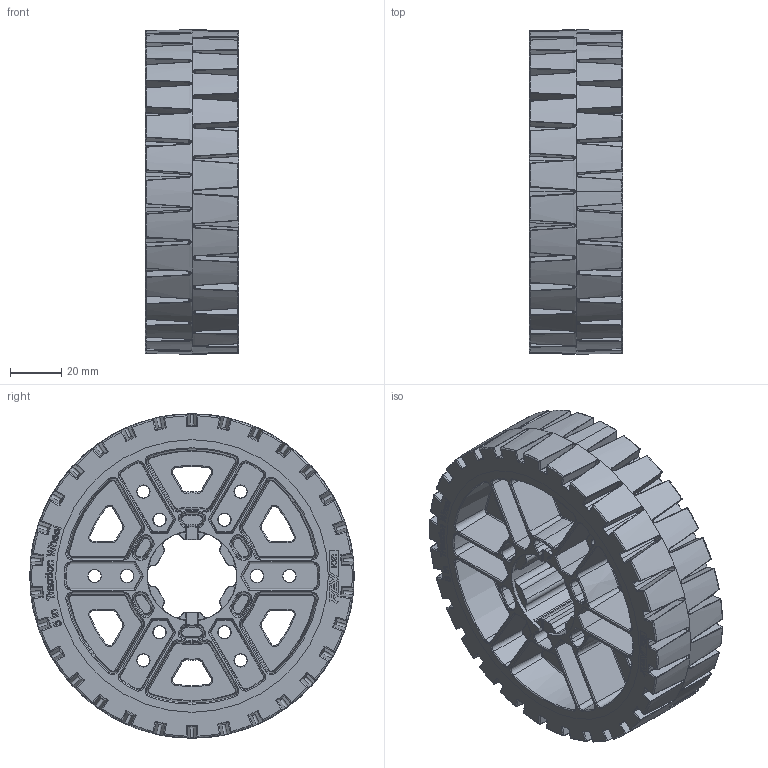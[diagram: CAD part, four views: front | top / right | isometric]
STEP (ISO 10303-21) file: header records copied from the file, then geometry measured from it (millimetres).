
FILE_DESCRIPTION (( 'STEP AP203' ), '1' );
FILE_NAME ('Traction Wheel - 5in - MAXSpline.STEP', '2022-04-05T14:13:08', ( '' ), ( '' ), 'SwSTEP 2.0', 'SolidWorks 2022', '' );
FILE_SCHEMA (( 'CONFIG_CONTROL_DESIGN' ));
Length unit declared in the file: inch
Products named in the file (1): Traction Wheel - 5in - MAXSpline
Bounding box: 36.71 x 127 x 127 mm (x, y, z)
Volume: 232430.8 mm3; surface area: 145073.2 mm2
Topology: 2 solids, 2 shells, 5437 faces, 13514 edges, 7639 vertices
Faces by surface type: bspline 2314, torus 1194, plane 774, cone 668, cylinder 467, sphere 20
Entity records: 223048 total; most frequent: CARTESIAN_POINT 111259, ORIENTED_EDGE 26068, DIRECTION 19935, EDGE_CURVE 13034, AXIS2_PLACEMENT_3D 8253, VERTEX_POINT 7639, EDGE_LOOP 5575, ADVANCED_FACE 5437
